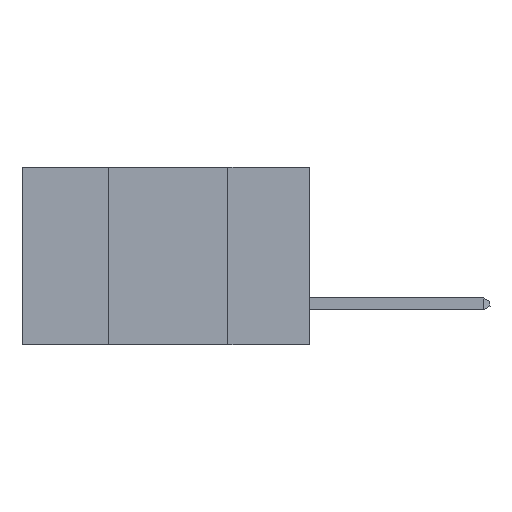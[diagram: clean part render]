
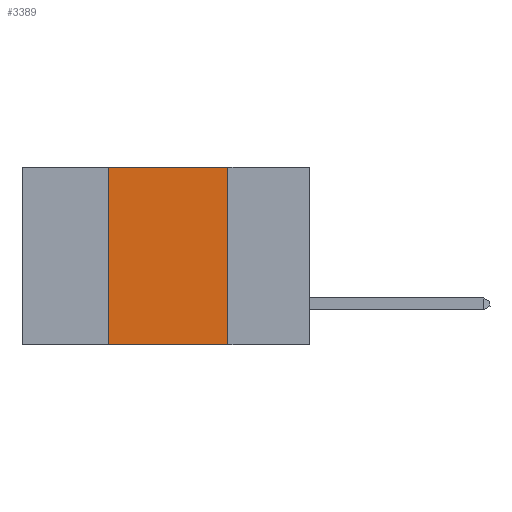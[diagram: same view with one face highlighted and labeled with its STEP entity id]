
A CAD part, left-side view. The second image highlights one B-rep face of the part: STEP entity #3389.
In plain terms, the highlighted planar face has unit normal (-1, 0, 0).
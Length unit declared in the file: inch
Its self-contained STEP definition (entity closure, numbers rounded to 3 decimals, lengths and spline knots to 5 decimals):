
#27 = EDGE_CURVE ( 'NONE', #7134, #8832, #1832, .T. ) ;
#349 = ORIENTED_EDGE ( 'NONE', *, *, #8644, .F. ) ;
#923 = DIRECTION ( 'NONE',  ( 0., -1., 0. ) ) ;
#994 = CARTESIAN_POINT ( 'NONE',  ( 0., 0.6, -0.37 ) ) ;
#1596 = VECTOR ( 'NONE', #7645, 39.37008 ) ;
#1680 = VECTOR ( 'NONE', #923, 39.37008 ) ;
#1684 = CARTESIAN_POINT ( 'NONE',  ( 0., 0.42, -0.37 ) ) ;
#1815 = AXIS2_PLACEMENT_3D ( 'NONE', #3121, #3383, #3197 ) ;
#1832 = LINE ( 'NONE', #6021, #5637 ) ;
#1861 = EDGE_LOOP ( 'NONE', ( #5102, #7536, #349, #6382 ) ) ;
#1887 = CARTESIAN_POINT ( 'NONE',  ( 0., 0.42, 0. ) ) ;
#2587 = CARTESIAN_POINT ( 'NONE',  ( 0., 0.42, 0. ) ) ;
#2959 = CARTESIAN_POINT ( 'NONE',  ( 0., 0.17, -0.37 ) ) ;
#3121 = CARTESIAN_POINT ( 'NONE',  ( 0., 0.6, 0. ) ) ;
#3197 = DIRECTION ( 'NONE',  ( 0., 0., -1. ) ) ;
#3383 = DIRECTION ( 'NONE',  ( 1., 0., 0. ) ) ;
#3389 = ADVANCED_FACE ( 'NONE', ( #3777 ), #4069, .F. ) ;
#3777 = FACE_OUTER_BOUND ( 'NONE', #1861, .T. ) ;
#4069 = PLANE ( 'NONE',  #1815 ) ;
#4459 = DIRECTION ( 'NONE',  ( 0., -1., 0. ) ) ;
#4564 = CARTESIAN_POINT ( 'NONE',  ( 0., 0.17, 0. ) ) ;
#4842 = EDGE_CURVE ( 'NONE', #6258, #8832, #7678, .T. ) ;
#5102 = ORIENTED_EDGE ( 'NONE', *, *, #27, .F. ) ;
#5468 = VERTEX_POINT ( 'NONE', #2587 ) ;
#5471 = VECTOR ( 'NONE', #4459, 39.37008 ) ;
#5637 = VECTOR ( 'NONE', #6855, 39.37008 ) ;
#6021 = CARTESIAN_POINT ( 'NONE',  ( 0., 0.17, 0. ) ) ;
#6258 = VERTEX_POINT ( 'NONE', #1684 ) ;
#6382 = ORIENTED_EDGE ( 'NONE', *, *, #4842, .T. ) ;
#6855 = DIRECTION ( 'NONE',  ( 0., 0., -1. ) ) ;
#7042 = EDGE_CURVE ( 'NONE', #5468, #7134, #9194, .T. ) ;
#7134 = VERTEX_POINT ( 'NONE', #4564 ) ;
#7536 = ORIENTED_EDGE ( 'NONE', *, *, #7042, .F. ) ;
#7645 = DIRECTION ( 'NONE',  ( 0., 0., 1. ) ) ;
#7678 = LINE ( 'NONE', #994, #1680 ) ;
#8644 = EDGE_CURVE ( 'NONE', #6258, #5468, #9154, .T. ) ;
#8832 = VERTEX_POINT ( 'NONE', #2959 ) ;
#9154 = LINE ( 'NONE', #1887, #1596 ) ;
#9168 = CARTESIAN_POINT ( 'NONE',  ( 0., 0.6, 0. ) ) ;
#9194 = LINE ( 'NONE', #9168, #5471 ) ;
